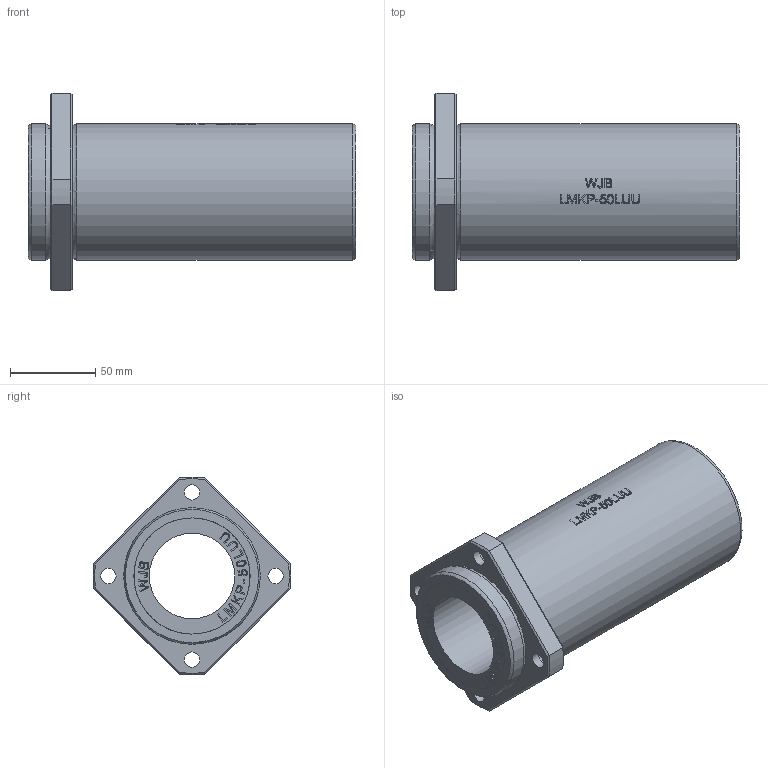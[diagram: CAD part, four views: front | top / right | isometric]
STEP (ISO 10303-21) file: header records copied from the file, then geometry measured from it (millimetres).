
FILE_DESCRIPTION(/* description */ (''),/* implementation_level */ '2;1');
FILE_NAME(/* name */ 'WJB-LMKP-50LUU.stp',/* time_stamp */ '2019-01-27T12:35:11+08:00',/* author */ (''),/* organization */ (''),/* preprocessor_version */ 'ST-DEVELOPER v11',/* originating_system */ 'SIEMENS UGS NX 6.0',/* authorisation */ '');
FILE_SCHEMA (('AUTOMOTIVE_DESIGN { 1 0 10303 214 1 1 1 1 }'));
Length unit declared in the file: millimetre
Products named in the file (1): ROCKE321z1fb
Bounding box: 192 x 115.89 x 115.89 mm (x, y, z)
Volume: 621905.3 mm3; surface area: 93574.9 mm2
Topology: 1 solids, 1 shells, 408 faces, 1042 edges, 695 vertices
Faces by surface type: plane 263, extrusion 99, cylinder 34, cone 8, torus 4
Full cylindrical faces by diameter (mm): 9 x4, 14 x4, 50 x1, 68 x2, 80 x2
Entity records: 15560 total; most frequent: CARTESIAN_POINT 6373, ORIENTED_EDGE 2042, DIRECTION 1451, EDGE_CURVE 1021, VERTEX_POINT 691, VECTOR 609, LINE 510, B_SPLINE_CURVE_WITH_KNOTS 499
